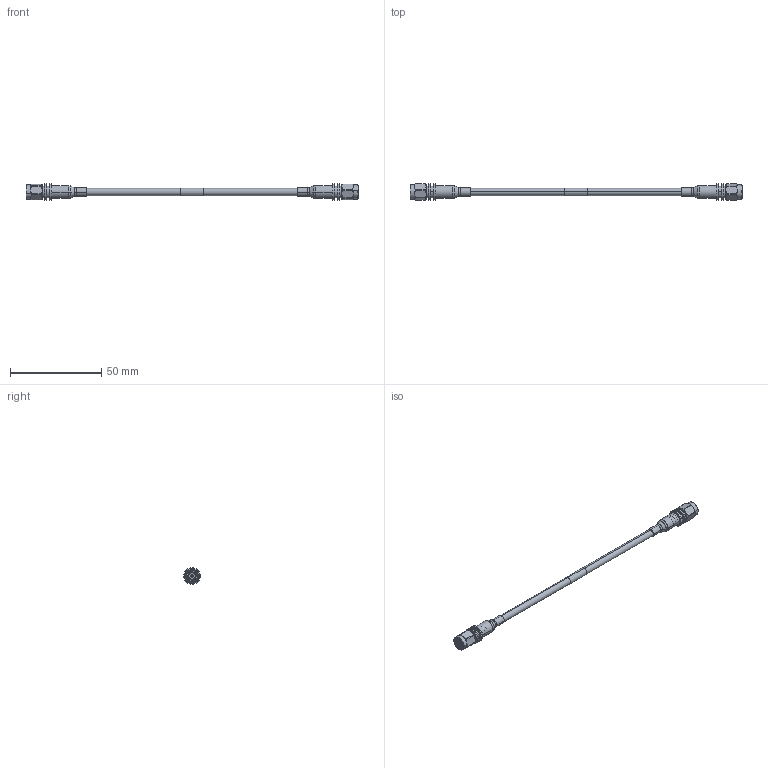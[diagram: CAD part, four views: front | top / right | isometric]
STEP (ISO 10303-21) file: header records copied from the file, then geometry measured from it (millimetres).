
FILE_DESCRIPTION (( 'STEP AP214' ), '1' );
FILE_NAME ('FMCA2326_3D.STEP', '2021-04-16T19:30:33', ( '' ), ( '' ), 'SwSTEP 2.0', 'SolidWorks 2020', '' );
FILE_SCHEMA (( 'AUTOMOTIVE_DESIGN' ));
Length unit declared in the file: inch
Products named in the file (4): TFT-402_WITH LABEL; FMCA2326_3D; TC-402-SM-LP-PE; TFT-402-MA1
Assembly tree (5 placements, depth 2):
  FMCA2326_3D
    TFT-402_WITH LABEL
    TFT-402-MA1  x2
    TC-402-SM-LP-PE  x2
Bounding box: 181.96 x 9.1 x 9.1 mm (x, y, z)
Volume: 3458.9 mm3; surface area: 5535.3 mm2
Topology: 5 solids, 7 shells, 322 faces, 682 edges, 408 vertices
Faces by surface type: cylinder 128, cone 104, plane 66, torus 24
Entity records: 4727 total; most frequent: DIRECTION 885, CARTESIAN_POINT 797, ORIENTED_EDGE 700, AXIS2_PLACEMENT_3D 378, EDGE_CURVE 350, VERTEX_POINT 210, CIRCLE 204, EDGE_LOOP 190
